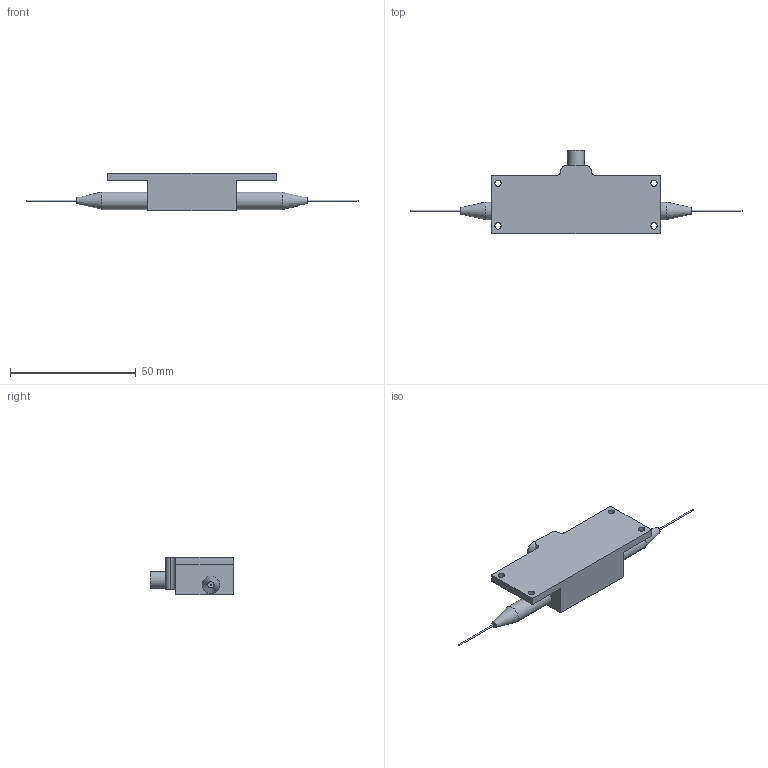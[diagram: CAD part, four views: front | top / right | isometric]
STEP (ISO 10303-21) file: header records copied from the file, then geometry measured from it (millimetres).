
FILE_DESCRIPTION (( 'STEP AP203' ), '1' );
FILE_NAME ('SW-12043.STEP', '2024-01-11T16:16:17', ( '' ), ( '' ), 'SwSTEP 2.0', 'SolidWorks 2021', '' );
FILE_SCHEMA (( 'CONFIG_CONTROL_DESIGN' ));
Length unit declared in the file: millimetre
Products named in the file (1): SW-12043
Bounding box: 132 x 33 x 15 mm (x, y, z)
Volume: 16866.1 mm3; surface area: 6464 mm2
Topology: 1 solids, 1 shells, 32 faces, 75 edges, 50 vertices
Faces by surface type: plane 17, cylinder 13, cone 2
Full cylindrical faces by diameter (mm): 0.5 x2, 2.5 x4, 6.6 x1, 7 x2
Entity records: 947 total; most frequent: DIRECTION 156, CARTESIAN_POINT 143, ORIENTED_EDGE 124, EDGE_CURVE 62, AXIS2_PLACEMENT_3D 61, EDGE_LOOP 56, VERTEX_POINT 48, FACE_OUTER_BOUND 41
